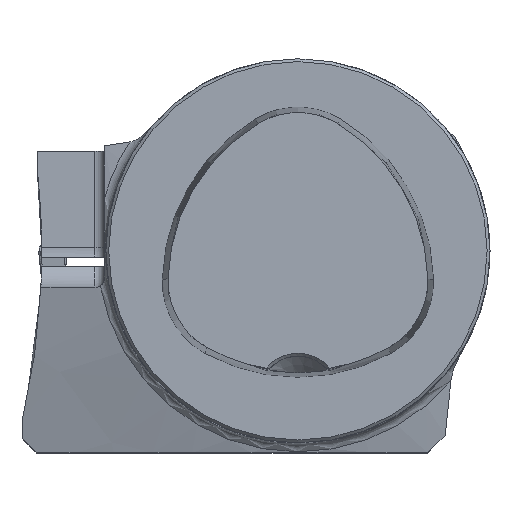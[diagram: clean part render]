
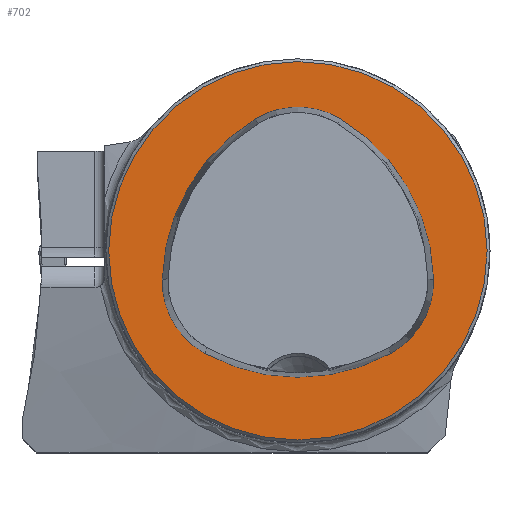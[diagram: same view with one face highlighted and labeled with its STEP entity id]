
A CAD part, top view. The second image highlights one B-rep face of the part: STEP entity #702.
In plain terms, the highlighted planar face has unit normal (0, 0, 1).
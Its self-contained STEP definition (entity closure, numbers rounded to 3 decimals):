
#154=FACE_BOUND('',#1031,.T.);
#155=FACE_BOUND('',#1032,.T.);
#257=PLANE('',#2983);
#702=ADVANCED_FACE('CU_FL_N1_SU_1',(#154,#155),#257,.T.);
#1031=EDGE_LOOP('',(#1484,#1485,#1486,#1487,#1488,#1489));
#1032=EDGE_LOOP('',(#1490));
#1178=CIRCLE('',#2974,20.063);
#1180=CIRCLE('',#2977,20.063);
#1181=CIRCLE('',#2978,8.563);
#1182=CIRCLE('',#2979,20.063);
#1183=CIRCLE('',#2980,8.563);
#1184=CIRCLE('',#2981,8.563);
#1185=CIRCLE('',#2982,19.7);
#1484=ORIENTED_EDGE('',*,*,#2502,.F.);
#1485=ORIENTED_EDGE('',*,*,#2503,.F.);
#1486=ORIENTED_EDGE('',*,*,#2504,.F.);
#1487=ORIENTED_EDGE('',*,*,#2505,.F.);
#1488=ORIENTED_EDGE('',*,*,#2499,.F.);
#1489=ORIENTED_EDGE('',*,*,#2506,.F.);
#1490=ORIENTED_EDGE('',*,*,#2507,.T.);
#2195=VERTEX_POINT('',#4699);
#2196=VERTEX_POINT('',#4701);
#2198=VERTEX_POINT('',#4707);
#2199=VERTEX_POINT('',#4708);
#2200=VERTEX_POINT('',#4710);
#2201=VERTEX_POINT('',#4712);
#2202=VERTEX_POINT('',#4716);
#2499=EDGE_CURVE('',#2195,#2196,#1178,.T.);
#2502=EDGE_CURVE('',#2198,#2199,#1180,.T.);
#2503=EDGE_CURVE('',#2200,#2198,#1181,.T.);
#2504=EDGE_CURVE('',#2201,#2200,#1182,.T.);
#2505=EDGE_CURVE('',#2196,#2201,#1183,.T.);
#2506=EDGE_CURVE('',#2199,#2195,#1184,.T.);
#2507=EDGE_CURVE('',#2202,#2202,#1185,.T.);
#2974=AXIS2_PLACEMENT_3D('',#4700,#3374,#3375);
#2977=AXIS2_PLACEMENT_3D('',#4706,#3381,#3382);
#2978=AXIS2_PLACEMENT_3D('',#4709,#3383,#3384);
#2979=AXIS2_PLACEMENT_3D('',#4711,#3385,#3386);
#2980=AXIS2_PLACEMENT_3D('',#4713,#3387,#3388);
#2981=AXIS2_PLACEMENT_3D('',#4714,#3389,#3390);
#2982=AXIS2_PLACEMENT_3D('',#4715,#3391,#3392);
#2983=AXIS2_PLACEMENT_3D('',#4717,#3393,#3394);
#3374=DIRECTION('',(0.,0.,1.));
#3375=DIRECTION('',(1.,0.,0.));
#3381=DIRECTION('',(0.,0.,1.));
#3382=DIRECTION('',(1.,0.,0.));
#3383=DIRECTION('',(0.,0.,1.));
#3384=DIRECTION('',(1.,0.,0.));
#3385=DIRECTION('',(0.,0.,1.));
#3386=DIRECTION('',(1.,0.,0.));
#3387=DIRECTION('',(0.,0.,1.));
#3388=DIRECTION('',(1.,0.,0.));
#3389=DIRECTION('',(0.,0.,1.));
#3390=DIRECTION('',(1.,0.,0.));
#3391=DIRECTION('',(0.,0.,1.));
#3392=DIRECTION('',(1.,0.,0.));
#3393=DIRECTION('',(0.,0.,1.));
#3394=DIRECTION('',(1.,0.,0.));
#4699=CARTESIAN_POINT('',(-9.704,-10.66,0.));
#4700=CARTESIAN_POINT('',(0.,6.9,0.));
#4701=CARTESIAN_POINT('',(9.704,-10.66,0.));
#4706=CARTESIAN_POINT('',(5.934,-3.451,0.));
#4707=CARTESIAN_POINT('',(-4.418,13.735,0.));
#4708=CARTESIAN_POINT('',(-14.123,-2.953,0.));
#4709=CARTESIAN_POINT('',(0.,6.4,0.));
#4710=CARTESIAN_POINT('',(4.418,13.735,0.));
#4711=CARTESIAN_POINT('',(-5.934,-3.451,0.));
#4712=CARTESIAN_POINT('',(14.123,-2.953,0.));
#4713=CARTESIAN_POINT('',(5.562,-3.165,0.));
#4714=CARTESIAN_POINT('',(-5.562,-3.165,0.));
#4715=CARTESIAN_POINT('',(0.,0.,0.));
#4716=CARTESIAN_POINT('',(19.7,0.,0.));
#4717=CARTESIAN_POINT('',(0.,0.,0.));
